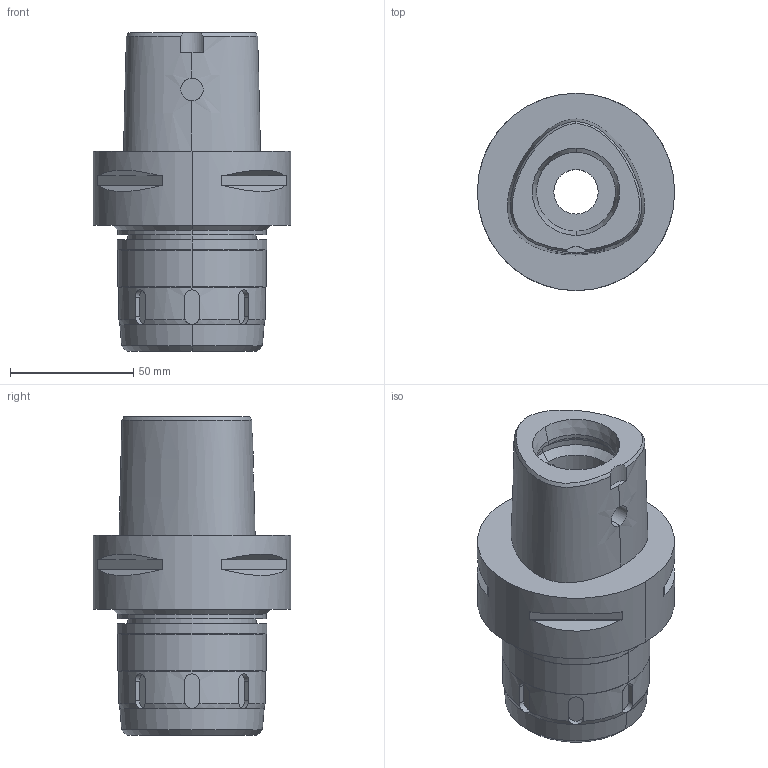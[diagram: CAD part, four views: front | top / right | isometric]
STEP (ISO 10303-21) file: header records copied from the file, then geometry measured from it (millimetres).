
FILE_DESCRIPTION((''),'2;1');
FILE_NAME('C8-HMC20-80','2020-10-08T',('ykawabe'),(''),'CREO PARAMETRIC BY PTC INC, 2016380','CREO PARAMETRIC BY PTC INC, 2016380','');
FILE_SCHEMA(('AUTOMOTIVE_DESIGN { 1 0 10303 214 1 1 1 1 }'));
Length unit declared in the file: millimetre
Products named in the file (1): C8-HMC20-80
Bounding box: 80 x 80 x 129.1 mm (x, y, z)
Volume: 336710.4 mm3; surface area: 46394.4 mm2
Topology: 1 solids, 1 shells, 125 faces, 331 edges, 218 vertices
Faces by surface type: plane 56, cylinder 47, cone 16, bspline 4, torus 2
Entity records: 6323 total; most frequent: CARTESIAN_POINT 2103, ORIENTED_EDGE 662, DIRECTION 636, PRESENTATION_STYLE_ASSIGNMENT 336, STYLED_ITEM 336, CURVE_STYLE 335, EDGE_CURVE 331, AXIS2_PLACEMENT_3D 248
